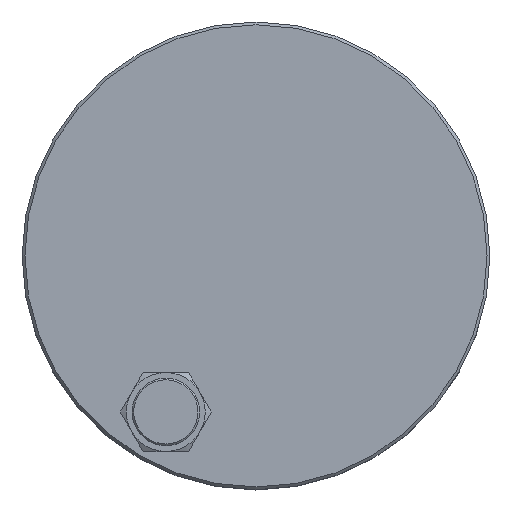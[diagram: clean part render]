
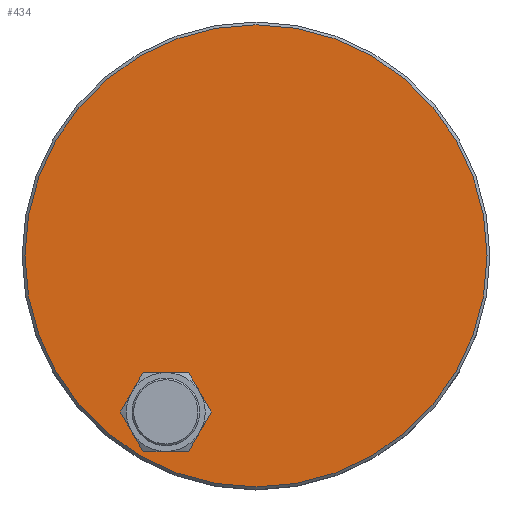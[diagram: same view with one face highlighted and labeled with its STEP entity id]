
A CAD part, top view. The second image highlights one B-rep face of the part: STEP entity #434.
In plain terms, the highlighted planar face has unit normal (0, 0, 1).
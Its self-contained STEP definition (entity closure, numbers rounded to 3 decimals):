
#434=ADVANCED_FACE('',(#579,#580),#524,.T.);
#524=PLANE('',#1564);
#579=FACE_BOUND('',#605,.T.);
#580=FACE_BOUND('',#606,.T.);
#605=EDGE_LOOP('',(#708));
#606=EDGE_LOOP('',(#709));
#708=ORIENTED_EDGE('',*,*,#1308,.F.);
#709=ORIENTED_EDGE('',*,*,#1309,.T.);
#1158=VERTEX_POINT('',#2181);
#1159=VERTEX_POINT('',#2183);
#1308=EDGE_CURVE('',#1158,#1158,#1533,.T.);
#1309=EDGE_CURVE('',#1159,#1159,#1534,.T.);
#1533=CIRCLE('',#1562,7.);
#1534=CIRCLE('',#1563,41.);
#1562=AXIS2_PLACEMENT_3D('',#2180,#1742,#1743);
#1563=AXIS2_PLACEMENT_3D('',#2182,#1744,#1745);
#1564=AXIS2_PLACEMENT_3D('',#2184,#1746,#1747);
#1742=DIRECTION('',(0.,0.,1.));
#1743=DIRECTION('',(1.,0.,0.));
#1744=DIRECTION('',(0.,0.,1.));
#1745=DIRECTION('',(1.,0.,0.));
#1746=DIRECTION('',(0.,0.,1.));
#1747=DIRECTION('',(1.,0.,0.));
#2180=CARTESIAN_POINT('',(-16.,-27.713,25.));
#2181=CARTESIAN_POINT('',(-9.,-27.713,25.));
#2182=CARTESIAN_POINT('',(0.,0.,25.));
#2183=CARTESIAN_POINT('',(41.,0.,25.));
#2184=CARTESIAN_POINT('',(0.,0.,25.));
